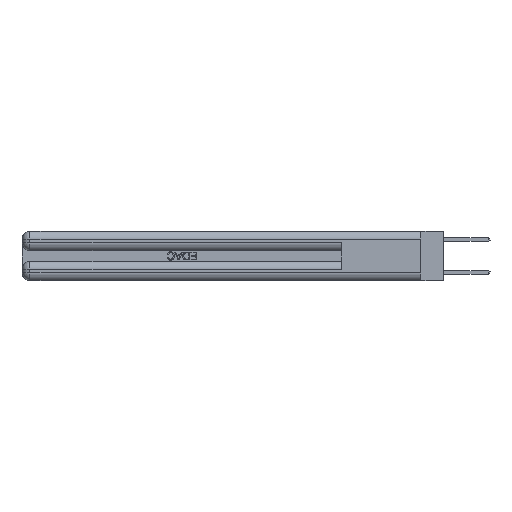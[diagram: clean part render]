
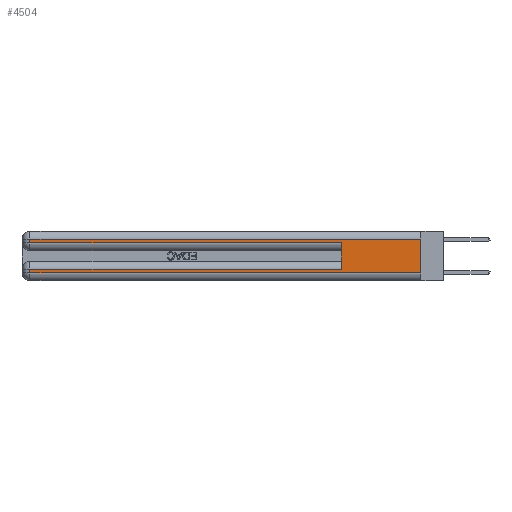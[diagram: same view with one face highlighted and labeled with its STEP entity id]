
A CAD part, left-side view. The second image highlights one B-rep face of the part: STEP entity #4504.
In plain terms, the highlighted planar face has unit normal (-1, 0, 0).
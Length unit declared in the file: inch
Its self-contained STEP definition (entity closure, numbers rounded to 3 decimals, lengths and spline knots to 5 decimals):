
#23 = PLANE ( 'NONE',  #23504 ) ;
#431 = ORIENTED_EDGE ( 'NONE', *, *, #32310, .T. ) ;
#1488 = ORIENTED_EDGE ( 'NONE', *, *, #6072, .T. ) ;
#2101 = LINE ( 'NONE', #17199, #29537 ) ;
#2396 = DIRECTION ( 'NONE',  ( 0., -1., 0. ) ) ;
#2566 = CARTESIAN_POINT ( 'NONE',  ( 0., 0.6, 0.285 ) ) ;
#2774 = DIRECTION ( 'NONE',  ( 0., 0., -1. ) ) ;
#2883 = EDGE_CURVE ( 'NONE', #3541, #7368, #33440, .T. ) ;
#3067 = CARTESIAN_POINT ( 'NONE',  ( 0., 2.94, 0.06 ) ) ;
#3453 = CARTESIAN_POINT ( 'NONE',  ( 0., 2.94, 0.285 ) ) ;
#3541 = VERTEX_POINT ( 'NONE', #27519 ) ;
#4504 = ADVANCED_FACE ( 'NONE', ( #27545 ), #23, .F. ) ;
#5117 = VECTOR ( 'NONE', #9170, 39.37008 ) ;
#5388 = DIRECTION ( 'NONE',  ( 0., 0., -1. ) ) ;
#5886 = CARTESIAN_POINT ( 'NONE',  ( 0., 0., 0.06 ) ) ;
#6072 = EDGE_CURVE ( 'NONE', #14219, #33995, #7638, .T. ) ;
#6368 = CARTESIAN_POINT ( 'NONE',  ( 0., 0., 0.085 ) ) ;
#7368 = VERTEX_POINT ( 'NONE', #5886 ) ;
#7638 = LINE ( 'NONE', #6368, #15539 ) ;
#7984 = DIRECTION ( 'NONE',  ( 0., -1., 0. ) ) ;
#9001 = ORIENTED_EDGE ( 'NONE', *, *, #20455, .T. ) ;
#9170 = DIRECTION ( 'NONE',  ( 0., 0., 1. ) ) ;
#10694 = LINE ( 'NONE', #26736, #31025 ) ;
#10747 = ORIENTED_EDGE ( 'NONE', *, *, #20041, .F. ) ;
#12075 = DIRECTION ( 'NONE',  ( 0., 0., -1. ) ) ;
#13025 = VERTEX_POINT ( 'NONE', #3067 ) ;
#13499 = LINE ( 'NONE', #31509, #14370 ) ;
#13812 = VECTOR ( 'NONE', #2396, 39.37008 ) ;
#13999 = DIRECTION ( 'NONE',  ( 0., 0., -1. ) ) ;
#14219 = VERTEX_POINT ( 'NONE', #34193 ) ;
#14370 = VECTOR ( 'NONE', #15666, 39.37008 ) ;
#14528 = ORIENTED_EDGE ( 'NONE', *, *, #27905, .T. ) ;
#14788 = ORIENTED_EDGE ( 'NONE', *, *, #31903, .T. ) ;
#15539 = VECTOR ( 'NONE', #24907, 39.37008 ) ;
#15666 = DIRECTION ( 'NONE',  ( 0., 1., 0. ) ) ;
#17199 = CARTESIAN_POINT ( 'NONE',  ( 0., 2.94, 0.37 ) ) ;
#18736 = DIRECTION ( 'NONE',  ( 1., 0., 0. ) ) ;
#19220 = VECTOR ( 'NONE', #7984, 39.37008 ) ;
#20041 = EDGE_CURVE ( 'NONE', #14219, #28535, #23787, .T. ) ;
#20455 = EDGE_CURVE ( 'NONE', #26604, #28535, #26258, .T. ) ;
#21034 = CARTESIAN_POINT ( 'NONE',  ( 0., 0., 0.06 ) ) ;
#21202 = CARTESIAN_POINT ( 'NONE',  ( 0., 0., 0.285 ) ) ;
#21749 = VERTEX_POINT ( 'NONE', #34300 ) ;
#23504 = AXIS2_PLACEMENT_3D ( 'NONE', #29267, #18736, #2774 ) ;
#23787 = LINE ( 'NONE', #25052, #5117 ) ;
#24376 = EDGE_CURVE ( 'NONE', #21749, #26604, #10694, .T. ) ;
#24907 = DIRECTION ( 'NONE',  ( 0., 1., 0. ) ) ;
#25052 = CARTESIAN_POINT ( 'NONE',  ( 0., 0.6, 0.145 ) ) ;
#26258 = LINE ( 'NONE', #21202, #19220 ) ;
#26400 = VECTOR ( 'NONE', #13999, 39.37008 ) ;
#26604 = VERTEX_POINT ( 'NONE', #3453 ) ;
#26690 = CARTESIAN_POINT ( 'NONE',  ( 0., 2.94, 0.085 ) ) ;
#26736 = CARTESIAN_POINT ( 'NONE',  ( 0., 2.94, 0.37 ) ) ;
#27071 = ORIENTED_EDGE ( 'NONE', *, *, #2883, .F. ) ;
#27519 = CARTESIAN_POINT ( 'NONE',  ( 0., 0., 0.31 ) ) ;
#27545 = FACE_OUTER_BOUND ( 'NONE', #30658, .T. ) ;
#27905 = EDGE_CURVE ( 'NONE', #3541, #21749, #13499, .T. ) ;
#27929 = LINE ( 'NONE', #21034, #13812 ) ;
#28535 = VERTEX_POINT ( 'NONE', #2566 ) ;
#28927 = ORIENTED_EDGE ( 'NONE', *, *, #24376, .T. ) ;
#29267 = CARTESIAN_POINT ( 'NONE',  ( 0., 0., 0.37 ) ) ;
#29537 = VECTOR ( 'NONE', #12075, 39.37008 ) ;
#30658 = EDGE_LOOP ( 'NONE', ( #27071, #14528, #28927, #9001, #10747, #1488, #431, #14788 ) ) ;
#31025 = VECTOR ( 'NONE', #5388, 39.37008 ) ;
#31509 = CARTESIAN_POINT ( 'NONE',  ( 0., 0., 0.31 ) ) ;
#31903 = EDGE_CURVE ( 'NONE', #13025, #7368, #27929, .T. ) ;
#32064 = CARTESIAN_POINT ( 'NONE',  ( 0., 0., 0.37 ) ) ;
#32310 = EDGE_CURVE ( 'NONE', #33995, #13025, #2101, .T. ) ;
#33440 = LINE ( 'NONE', #32064, #26400 ) ;
#33995 = VERTEX_POINT ( 'NONE', #26690 ) ;
#34193 = CARTESIAN_POINT ( 'NONE',  ( 0., 0.6, 0.085 ) ) ;
#34300 = CARTESIAN_POINT ( 'NONE',  ( 0., 2.94, 0.31 ) ) ;
